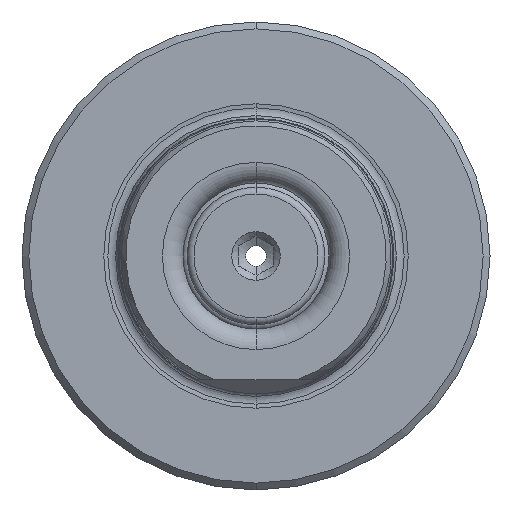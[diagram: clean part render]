
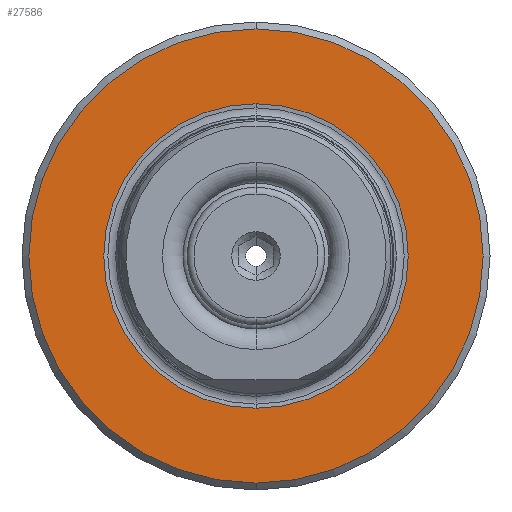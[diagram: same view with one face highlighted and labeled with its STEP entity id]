
A CAD part, left-side view. The second image highlights one B-rep face of the part: STEP entity #27586.
In plain terms, the highlighted planar face has unit normal (-1, 0, 0).
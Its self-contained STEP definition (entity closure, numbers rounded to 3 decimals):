
#3108 = EDGE_CURVE ( 'NONE', #4686, #4680, #6099, .T. ) ;
#3121 = EDGE_CURVE ( 'NONE', #4768, #4820, #6065, .T. ) ;
#3176 = EDGE_CURVE ( 'NONE', #4820, #4768, #6170, .T. ) ;
#3195 = EDGE_CURVE ( 'NONE', #4680, #4686, #5686, .T. ) ;
#3846 = AXIS2_PLACEMENT_3D ( 'NONE', #28303, #28301, #28302 ) ;
#3862 = AXIS2_PLACEMENT_3D ( 'NONE', #28267, #28269, #28275 ) ;
#3937 = AXIS2_PLACEMENT_3D ( 'NONE', #5381, #5392, #5367 ) ;
#3947 = AXIS2_PLACEMENT_3D ( 'NONE', #28473, #28479, #28482 ) ;
#4680 = VERTEX_POINT ( 'NONE', #14314 ) ;
#4686 = VERTEX_POINT ( 'NONE', #14355 ) ;
#4768 = VERTEX_POINT ( 'NONE', #14459 ) ;
#4820 = VERTEX_POINT ( 'NONE', #14476 ) ;
#5367 = DIRECTION ( 'NONE',  ( 0., 0., -1. ) ) ;
#5381 = CARTESIAN_POINT ( 'NONE',  ( 51., 0., 0. ) ) ;
#5392 = DIRECTION ( 'NONE',  ( -1., 0., 0. ) ) ;
#5686 = CIRCLE ( 'NONE', #3937, 16.5 ) ;
#6065 = CIRCLE ( 'NONE', #3846, 11.062 ) ;
#6099 = CIRCLE ( 'NONE', #3862, 16.5 ) ;
#6170 = CIRCLE ( 'NONE', #3947, 11.062 ) ;
#14314 = CARTESIAN_POINT ( 'NONE',  ( 51., 0., -16.5 ) ) ;
#14355 = CARTESIAN_POINT ( 'NONE',  ( 51., 0., 16.5 ) ) ;
#14459 = CARTESIAN_POINT ( 'NONE',  ( 51., 0., -11.062 ) ) ;
#14476 = CARTESIAN_POINT ( 'NONE',  ( 51., 0., 11.062 ) ) ;
#19707 = AXIS2_PLACEMENT_3D ( 'NONE', #25431, #25445, #25433 ) ;
#20721 = FACE_OUTER_BOUND ( 'NONE', #29854, .T. ) ;
#20736 = FACE_BOUND ( 'NONE', #29862, .T. ) ;
#21814 = ORIENTED_EDGE ( 'NONE', *, *, #3108, .T. ) ;
#21881 = ORIENTED_EDGE ( 'NONE', *, *, #3176, .F. ) ;
#21926 = ORIENTED_EDGE ( 'NONE', *, *, #3121, .F. ) ;
#22020 = ORIENTED_EDGE ( 'NONE', *, *, #3195, .T. ) ;
#25430 = PLANE ( 'NONE',  #19707 ) ;
#25431 = CARTESIAN_POINT ( 'NONE',  ( 51., 11.062, 0. ) ) ;
#25433 = DIRECTION ( 'NONE',  ( 0., 0., -1. ) ) ;
#25445 = DIRECTION ( 'NONE',  ( 1., 0., 0. ) ) ;
#27586 = ADVANCED_FACE ( 'NONE', ( #20721, #20736 ), #25430, .F. ) ;
#28267 = CARTESIAN_POINT ( 'NONE',  ( 51., 0., 0. ) ) ;
#28269 = DIRECTION ( 'NONE',  ( -1., 0., 0. ) ) ;
#28275 = DIRECTION ( 'NONE',  ( 0., 0., -1. ) ) ;
#28301 = DIRECTION ( 'NONE',  ( -1., 0., 0. ) ) ;
#28302 = DIRECTION ( 'NONE',  ( 0., 0., 1. ) ) ;
#28303 = CARTESIAN_POINT ( 'NONE',  ( 51., 0., 0. ) ) ;
#28473 = CARTESIAN_POINT ( 'NONE',  ( 51., 0., 0. ) ) ;
#28479 = DIRECTION ( 'NONE',  ( -1., 0., 0. ) ) ;
#28482 = DIRECTION ( 'NONE',  ( 0., 0., 1. ) ) ;
#29854 = EDGE_LOOP ( 'NONE', ( #22020, #21814 ) ) ;
#29862 = EDGE_LOOP ( 'NONE', ( #21881, #21926 ) ) ;
